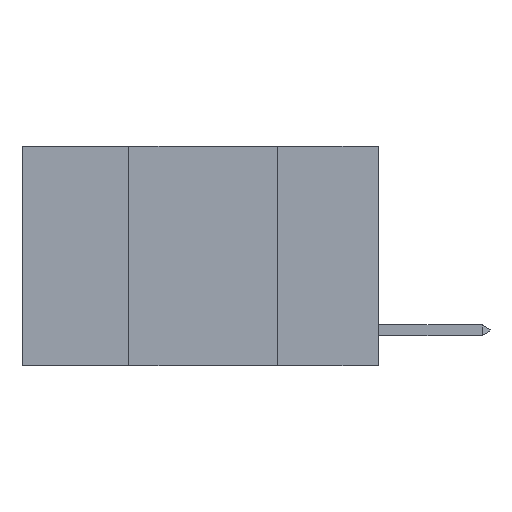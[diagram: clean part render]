
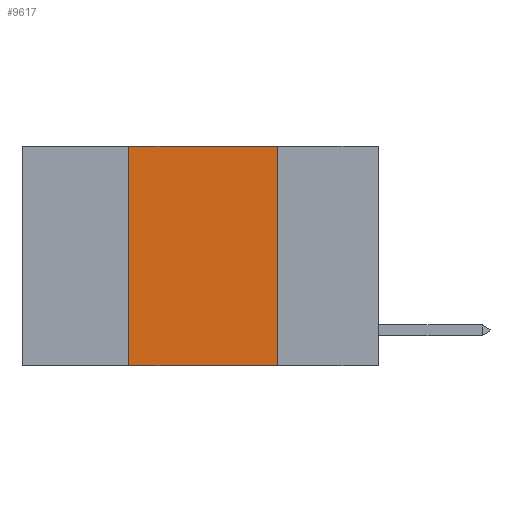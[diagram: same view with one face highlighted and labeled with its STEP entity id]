
A CAD part, left-side view. The second image highlights one B-rep face of the part: STEP entity #9617.
In plain terms, the highlighted planar face has unit normal (-1, 0, 0).
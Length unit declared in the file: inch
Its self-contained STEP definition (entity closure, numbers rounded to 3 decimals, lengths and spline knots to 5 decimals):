
#152 = CARTESIAN_POINT ( 'NONE',  ( 0., 0.17, -0.37 ) ) ;
#1653 = EDGE_CURVE ( 'NONE', #4827, #1660, #5325, .T. ) ;
#1660 = VERTEX_POINT ( 'NONE', #15766 ) ;
#1985 = ORIENTED_EDGE ( 'NONE', *, *, #5699, .F. ) ;
#2129 = DIRECTION ( 'NONE',  ( 0., 0., -1. ) ) ;
#2654 = CARTESIAN_POINT ( 'NONE',  ( 0., 0.17, 0. ) ) ;
#2668 = LINE ( 'NONE', #16469, #14908 ) ;
#3551 = CARTESIAN_POINT ( 'NONE',  ( 0., 0.17, 0. ) ) ;
#3878 = ORIENTED_EDGE ( 'NONE', *, *, #4184, .T. ) ;
#4005 = DIRECTION ( 'NONE',  ( 0., -1., 0. ) ) ;
#4184 = EDGE_CURVE ( 'NONE', #4827, #10313, #2668, .T. ) ;
#4342 = DIRECTION ( 'NONE',  ( 0., 0., -1. ) ) ;
#4827 = VERTEX_POINT ( 'NONE', #10488 ) ;
#4969 = DIRECTION ( 'NONE',  ( 0., -1., 0. ) ) ;
#5325 = LINE ( 'NONE', #15502, #7109 ) ;
#5630 = VECTOR ( 'NONE', #4969, 39.37008 ) ;
#5699 = EDGE_CURVE ( 'NONE', #1660, #8165, #12458, .T. ) ;
#7109 = VECTOR ( 'NONE', #14232, 39.37008 ) ;
#7978 = ORIENTED_EDGE ( 'NONE', *, *, #1653, .F. ) ;
#8067 = PLANE ( 'NONE',  #8598 ) ;
#8165 = VERTEX_POINT ( 'NONE', #2654 ) ;
#8598 = AXIS2_PLACEMENT_3D ( 'NONE', #15784, #9564, #4342 ) ;
#9564 = DIRECTION ( 'NONE',  ( 1., 0., 0. ) ) ;
#9617 = ADVANCED_FACE ( 'NONE', ( #15950 ), #8067, .F. ) ;
#10313 = VERTEX_POINT ( 'NONE', #152 ) ;
#10488 = CARTESIAN_POINT ( 'NONE',  ( 0., 0.42, -0.37 ) ) ;
#10827 = EDGE_CURVE ( 'NONE', #8165, #10313, #13552, .T. ) ;
#11890 = ORIENTED_EDGE ( 'NONE', *, *, #10827, .F. ) ;
#12458 = LINE ( 'NONE', #14893, #5630 ) ;
#13552 = LINE ( 'NONE', #3551, #16536 ) ;
#14232 = DIRECTION ( 'NONE',  ( 0., 0., 1. ) ) ;
#14893 = CARTESIAN_POINT ( 'NONE',  ( 0., 0.6, 0. ) ) ;
#14908 = VECTOR ( 'NONE', #4005, 39.37008 ) ;
#15311 = EDGE_LOOP ( 'NONE', ( #11890, #1985, #7978, #3878 ) ) ;
#15502 = CARTESIAN_POINT ( 'NONE',  ( 0., 0.42, 0. ) ) ;
#15766 = CARTESIAN_POINT ( 'NONE',  ( 0., 0.42, 0. ) ) ;
#15784 = CARTESIAN_POINT ( 'NONE',  ( 0., 0.6, 0. ) ) ;
#15950 = FACE_OUTER_BOUND ( 'NONE', #15311, .T. ) ;
#16469 = CARTESIAN_POINT ( 'NONE',  ( 0., 0.6, -0.37 ) ) ;
#16536 = VECTOR ( 'NONE', #2129, 39.37008 ) ;
